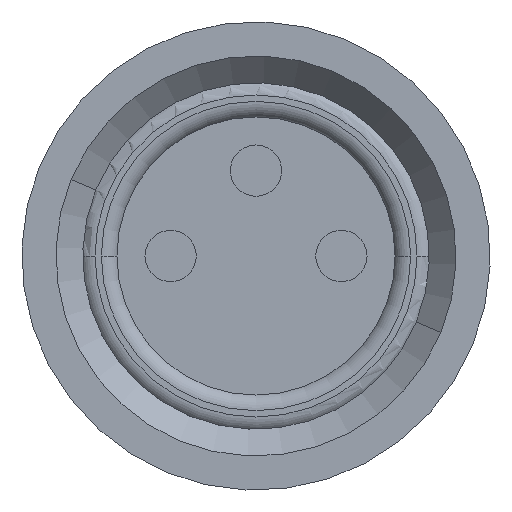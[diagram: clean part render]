
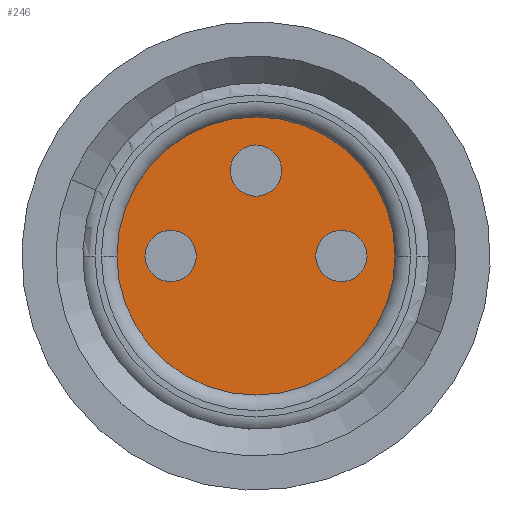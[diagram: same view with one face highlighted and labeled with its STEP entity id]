
A CAD part, left-side view. The second image highlights one B-rep face of the part: STEP entity #246.
In plain terms, the highlighted planar face has unit normal (-1, 0, 0).
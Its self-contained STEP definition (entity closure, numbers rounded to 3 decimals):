
#246=ADVANCED_FACE('',(#530,#531,#532,#533),#534,.T.);
#530=FACE_OUTER_BOUND('',#869,.T.);
#531=FACE_BOUND('',#870,.T.);
#532=FACE_BOUND('',#871,.T.);
#533=FACE_BOUND('',#872,.T.);
#534=PLANE('',#873);
#869=EDGE_LOOP('',(#1505,#1506));
#870=EDGE_LOOP('',(#1507,#1508));
#871=EDGE_LOOP('',(#1509,#1510));
#872=EDGE_LOOP('',(#1511,#1512));
#873=AXIS2_PLACEMENT_3D('',#1513,#1514,#1515);
#1505=ORIENTED_EDGE('',*,*,#2069,.T.);
#1506=ORIENTED_EDGE('',*,*,#2026,.T.);
#1507=ORIENTED_EDGE('',*,*,#1900,.F.);
#1508=ORIENTED_EDGE('',*,*,#2104,.F.);
#1509=ORIENTED_EDGE('',*,*,#2105,.T.);
#1510=ORIENTED_EDGE('',*,*,#1936,.T.);
#1511=ORIENTED_EDGE('',*,*,#2080,.T.);
#1512=ORIENTED_EDGE('',*,*,#2005,.T.);
#1513=CARTESIAN_POINT('',(43.454,-7.117,-29.266));
#1514=DIRECTION('',(-1.0,0.,0.));
#1515=DIRECTION('',(0.,1.0,0.0));
#1900=EDGE_CURVE('',#2238,#2241,#2242,.T.);
#1936=EDGE_CURVE('',#2302,#2299,#2303,.T.);
#2005=EDGE_CURVE('',#2416,#2413,#2417,.T.);
#2026=EDGE_CURVE('',#2449,#2447,#2450,.T.);
#2069=EDGE_CURVE('',#2447,#2449,#2501,.T.);
#2080=EDGE_CURVE('',#2413,#2416,#2513,.T.);
#2104=EDGE_CURVE('',#2241,#2238,#2537,.T.);
#2105=EDGE_CURVE('',#2299,#2302,#2538,.T.);
#2238=VERTEX_POINT('',#2700);
#2241=VERTEX_POINT('',#2704);
#2242=CIRCLE('',#2705,0.525);
#2299=VERTEX_POINT('',#2769);
#2302=VERTEX_POINT('',#2773);
#2303=CIRCLE('',#2774,0.525);
#2413=VERTEX_POINT('',#2905);
#2416=VERTEX_POINT('',#2909);
#2417=CIRCLE('',#2910,0.525);
#2447=VERTEX_POINT('',#2943);
#2449=VERTEX_POINT('',#2946);
#2450=CIRCLE('',#2947,2.85);
#2501=CIRCLE('',#3011,2.85);
#2513=CIRCLE('',#3023,0.525);
#2537=CIRCLE('',#3047,0.525);
#2538=CIRCLE('',#3048,0.525);
#2700=CARTESIAN_POINT('',(43.454,-5.367,-30.166));
#2704=CARTESIAN_POINT('',(43.454,-5.367,-31.216));
#2705=AXIS2_PLACEMENT_3D('',#3218,#3219,#3220);
#2769=CARTESIAN_POINT('',(43.454,-8.867,-31.216));
#2773=CARTESIAN_POINT('',(43.454,-8.867,-30.166));
#2774=AXIS2_PLACEMENT_3D('',#3289,#3290,#3291);
#2905=CARTESIAN_POINT('',(43.454,-7.642,-28.941));
#2909=CARTESIAN_POINT('',(43.454,-6.592,-28.941));
#2910=AXIS2_PLACEMENT_3D('',#3410,#3411,#3412);
#2943=CARTESIAN_POINT('',(43.454,-7.117,-27.841));
#2946=CARTESIAN_POINT('',(43.454,-7.117,-33.541));
#2947=AXIS2_PLACEMENT_3D('',#3453,#3454,#3455);
#3011=AXIS2_PLACEMENT_3D('',#3517,#3518,#3519);
#3023=AXIS2_PLACEMENT_3D('',#3535,#3536,#3537);
#3047=AXIS2_PLACEMENT_3D('',#3571,#3572,#3573);
#3048=AXIS2_PLACEMENT_3D('',#3574,#3575,#3576);
#3218=CARTESIAN_POINT('',(43.454,-5.367,-30.691));
#3219=DIRECTION('',(-1.0,0.,0.));
#3220=DIRECTION('',(0.,0.,1.0));
#3289=CARTESIAN_POINT('',(43.454,-8.867,-30.691));
#3290=DIRECTION('',(1.0,0.,0.));
#3291=DIRECTION('',(0.,0.,-1.0));
#3410=CARTESIAN_POINT('',(43.454,-7.117,-28.941));
#3411=DIRECTION('',(1.0,0.,0.));
#3412=DIRECTION('',(0.,-1.0,0.));
#3453=CARTESIAN_POINT('',(43.454,-7.117,-30.691));
#3454=DIRECTION('',(-1.0,0.,0.));
#3455=DIRECTION('',(0.,0.,1.0));
#3517=CARTESIAN_POINT('',(43.454,-7.117,-30.691));
#3518=DIRECTION('',(-1.0,0.,0.));
#3519=DIRECTION('',(0.,0.,1.0));
#3535=CARTESIAN_POINT('',(43.454,-7.117,-28.941));
#3536=DIRECTION('',(1.0,0.,0.));
#3537=DIRECTION('',(0.,-1.0,0.));
#3571=CARTESIAN_POINT('',(43.454,-5.367,-30.691));
#3572=DIRECTION('',(-1.0,0.,0.));
#3573=DIRECTION('',(0.,0.,1.0));
#3574=CARTESIAN_POINT('',(43.454,-8.867,-30.691));
#3575=DIRECTION('',(1.0,0.,0.));
#3576=DIRECTION('',(0.,0.,-1.0));
